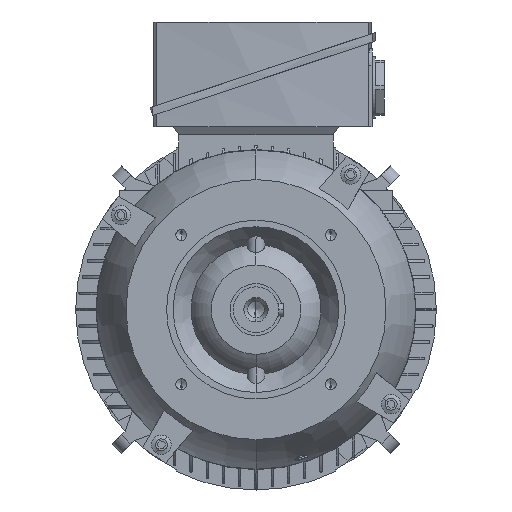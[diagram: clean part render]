
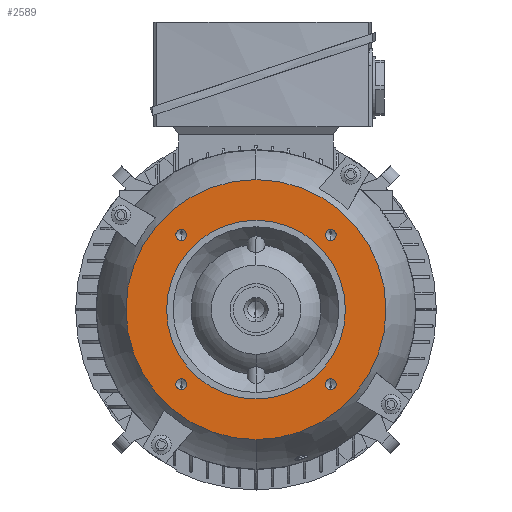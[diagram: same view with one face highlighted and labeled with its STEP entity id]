
A CAD part, left-side view. The second image highlights one B-rep face of the part: STEP entity #2589.
In plain terms, the highlighted planar face has unit normal (-1, 0, 0).
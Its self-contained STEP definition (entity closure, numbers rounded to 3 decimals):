
#2589=ADVANCED_FACE('',(#5220,#5221,#5222,#5223,#5224,#5225),#5226,.T.);
#5220=FACE_BOUND('',#7849,.T.);
#5221=FACE_BOUND('',#7850,.T.);
#5222=FACE_BOUND('',#7851,.T.);
#5223=FACE_BOUND('',#7852,.T.);
#5224=FACE_OUTER_BOUND('',#7853,.T.);
#5225=FACE_BOUND('',#7854,.T.);
#5226=PLANE('',#7855);
#7849=EDGE_LOOP('',(#16015,#16016));
#7850=EDGE_LOOP('',(#16017,#16018));
#7851=EDGE_LOOP('',(#16019,#16020));
#7852=EDGE_LOOP('',(#16021,#16022));
#7853=EDGE_LOOP('',(#16023,#16024));
#7854=EDGE_LOOP('',(#16025,#16026));
#7855=AXIS2_PLACEMENT_3D('',#16027,#16028,#16029);
#16015=ORIENTED_EDGE('',*,*,#19238,.T.);
#16016=ORIENTED_EDGE('',*,*,#16123,.T.);
#16017=ORIENTED_EDGE('',*,*,#19242,.T.);
#16018=ORIENTED_EDGE('',*,*,#16115,.T.);
#16019=ORIENTED_EDGE('',*,*,#19246,.T.);
#16020=ORIENTED_EDGE('',*,*,#16107,.T.);
#16021=ORIENTED_EDGE('',*,*,#19250,.T.);
#16022=ORIENTED_EDGE('',*,*,#16099,.T.);
#16023=ORIENTED_EDGE('',*,*,#19221,.F.);
#16024=ORIENTED_EDGE('',*,*,#16140,.F.);
#16025=ORIENTED_EDGE('',*,*,#16075,.T.);
#16026=ORIENTED_EDGE('',*,*,#19316,.T.);
#16027=CARTESIAN_POINT('',(-40.,0.0,67.5));
#16028=DIRECTION('',(-1.0,0.0,0.));
#16029=DIRECTION('',(0.,0.0,-1.0));
#16075=EDGE_CURVE('',#19322,#19326,#19328,.T.);
#16099=EDGE_CURVE('',#19366,#19363,#19367,.T.);
#16107=EDGE_CURVE('',#19379,#19376,#19380,.T.);
#16115=EDGE_CURVE('',#19392,#19389,#19393,.T.);
#16123=EDGE_CURVE('',#19405,#19402,#19406,.T.);
#16140=EDGE_CURVE('',#19431,#19434,#19435,.T.);
#19221=EDGE_CURVE('',#19434,#19431,#24032,.T.);
#19238=EDGE_CURVE('',#19402,#19405,#24052,.T.);
#19242=EDGE_CURVE('',#19389,#19392,#24056,.T.);
#19246=EDGE_CURVE('',#19376,#19379,#24060,.T.);
#19250=EDGE_CURVE('',#19363,#19366,#24064,.T.);
#19316=EDGE_CURVE('',#19326,#19322,#24148,.T.);
#19322=VERTEX_POINT('',#24154);
#19326=VERTEX_POINT('',#24159);
#19328=CIRCLE('',#24162,55.0);
#19363=VERTEX_POINT('',#24341);
#19366=VERTEX_POINT('',#24345);
#19367=CIRCLE('',#24346,3.325);
#19376=VERTEX_POINT('',#24358);
#19379=VERTEX_POINT('',#24362);
#19380=CIRCLE('',#24363,3.325);
#19389=VERTEX_POINT('',#24375);
#19392=VERTEX_POINT('',#24379);
#19393=CIRCLE('',#24380,3.325);
#19402=VERTEX_POINT('',#24392);
#19405=VERTEX_POINT('',#24396);
#19406=CIRCLE('',#24397,3.325);
#19431=VERTEX_POINT('',#24443);
#19434=VERTEX_POINT('',#24446);
#19435=CIRCLE('',#24447,80.);
#24032=CIRCLE('',#36259,80.);
#24052=CIRCLE('',#36413,3.325);
#24056=CIRCLE('',#36417,3.325);
#24060=CIRCLE('',#36421,3.325);
#24064=CIRCLE('',#36425,3.325);
#24148=CIRCLE('',#36679,55.0);
#24154=CARTESIAN_POINT('',(-40.0,0.0,55.0));
#24159=CARTESIAN_POINT('',(-40.0,0.,-55.0));
#24162=AXIS2_PLACEMENT_3D('',#36688,#36689,#36690);
#24341=CARTESIAN_POINT('',(-40.0,-45.962,42.637));
#24345=CARTESIAN_POINT('',(-40.,-45.962,49.287));
#24346=AXIS2_PLACEMENT_3D('',#36716,#36717,#36718);
#24358=CARTESIAN_POINT('',(-40.0,-45.962,-49.287));
#24362=CARTESIAN_POINT('',(-40.,-45.962,-42.637));
#24363=AXIS2_PLACEMENT_3D('',#36726,#36727,#36728);
#24375=CARTESIAN_POINT('',(-40.0,45.962,-49.287));
#24379=CARTESIAN_POINT('',(-40.,45.962,-42.637));
#24380=AXIS2_PLACEMENT_3D('',#36736,#36737,#36738);
#24392=CARTESIAN_POINT('',(-40.0,45.962,42.637));
#24396=CARTESIAN_POINT('',(-40.,45.962,49.287));
#24397=AXIS2_PLACEMENT_3D('',#36746,#36747,#36748);
#24443=CARTESIAN_POINT('',(-40.,0.,-80.));
#24446=CARTESIAN_POINT('',(-40.,0.0,80.));
#24447=AXIS2_PLACEMENT_3D('',#36769,#36770,#36771);
#36259=AXIS2_PLACEMENT_3D('',#39791,#39792,#39793);
#36413=AXIS2_PLACEMENT_3D('',#39806,#39807,#39808);
#36417=AXIS2_PLACEMENT_3D('',#39812,#39813,#39814);
#36421=AXIS2_PLACEMENT_3D('',#39818,#39819,#39820);
#36425=AXIS2_PLACEMENT_3D('',#39824,#39825,#39826);
#36679=AXIS2_PLACEMENT_3D('',#39874,#39875,#39876);
#36688=CARTESIAN_POINT('',(-40.0,0.0,0.0));
#36689=DIRECTION('',(1.0,0.0,-0.0));
#36690=DIRECTION('',(0.0,0.0,1.0));
#36716=CARTESIAN_POINT('',(-40.,-45.962,45.962));
#36717=DIRECTION('',(1.0,0.0,0.));
#36718=DIRECTION('',(0.,0.0,-1.0));
#36726=CARTESIAN_POINT('',(-40.,-45.962,-45.962));
#36727=DIRECTION('',(1.0,0.0,0.));
#36728=DIRECTION('',(0.,0.0,-1.0));
#36736=CARTESIAN_POINT('',(-40.,45.962,-45.962));
#36737=DIRECTION('',(1.0,0.0,0.));
#36738=DIRECTION('',(0.,0.0,-1.0));
#36746=CARTESIAN_POINT('',(-40.,45.962,45.962));
#36747=DIRECTION('',(1.0,0.0,0.));
#36748=DIRECTION('',(0.,0.0,-1.0));
#36769=CARTESIAN_POINT('',(-40.,0.0,0.0));
#36770=DIRECTION('',(1.0,0.0,-0.0));
#36771=DIRECTION('',(0.0,0.0,1.0));
#39791=CARTESIAN_POINT('',(-40.,0.0,0.0));
#39792=DIRECTION('',(1.0,0.0,-0.0));
#39793=DIRECTION('',(0.0,0.0,1.0));
#39806=CARTESIAN_POINT('',(-40.,45.962,45.962));
#39807=DIRECTION('',(1.0,0.0,0.));
#39808=DIRECTION('',(0.,0.0,-1.0));
#39812=CARTESIAN_POINT('',(-40.,45.962,-45.962));
#39813=DIRECTION('',(1.0,0.0,0.));
#39814=DIRECTION('',(0.,0.0,-1.0));
#39818=CARTESIAN_POINT('',(-40.,-45.962,-45.962));
#39819=DIRECTION('',(1.0,0.0,0.));
#39820=DIRECTION('',(0.,0.0,-1.0));
#39824=CARTESIAN_POINT('',(-40.,-45.962,45.962));
#39825=DIRECTION('',(1.0,0.0,0.));
#39826=DIRECTION('',(0.,0.0,-1.0));
#39874=CARTESIAN_POINT('',(-40.0,0.0,0.0));
#39875=DIRECTION('',(1.0,0.0,-0.0));
#39876=DIRECTION('',(0.0,0.0,1.0));
